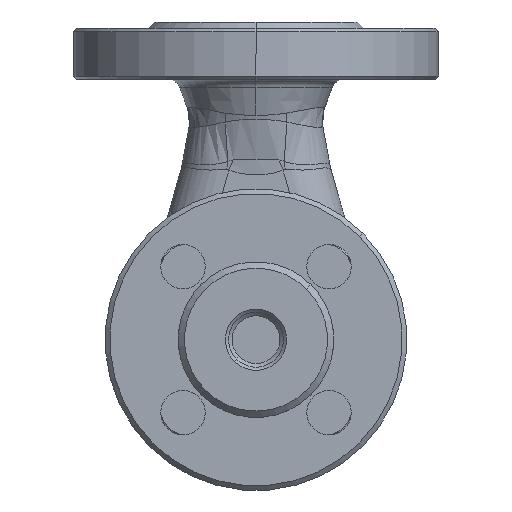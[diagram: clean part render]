
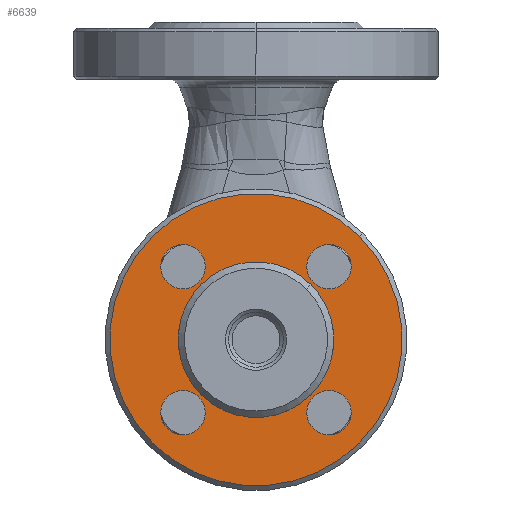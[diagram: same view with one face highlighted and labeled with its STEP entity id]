
A CAD part, front view. The second image highlights one B-rep face of the part: STEP entity #6639.
In plain terms, the highlighted planar face has unit normal (0, -1, 0).
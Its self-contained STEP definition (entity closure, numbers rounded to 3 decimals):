
#1087 = EDGE_LOOP ( 'NONE', ( #73995, #79152 ) ) ;
#1313 = DIRECTION ( 'NONE',  ( -0.707, 0., -0.707 ) ) ;
#3148 = DIRECTION ( 'NONE',  ( 0.707, 0., 0.707 ) ) ;
#3161 = CARTESIAN_POINT ( 'NONE',  ( 22.981, -56., -22.981 ) ) ;
#3313 = CARTESIAN_POINT ( 'NONE',  ( -22.981, -56., 22.981 ) ) ;
#3629 = VERTEX_POINT ( 'NONE', #10433 ) ;
#3863 = CIRCLE ( 'NONE', #33308, 7. ) ;
#5813 = CARTESIAN_POINT ( 'NONE',  ( -18.031, -56., -18.031 ) ) ;
#6639 = ADVANCED_FACE ( 'NONE', ( #16076, #50389, #20128, #67646, #82846, #65633 ), #35299, .T. ) ;
#7396 = CARTESIAN_POINT ( 'NONE',  ( -22.981, -56., -22.981 ) ) ;
#8061 = CARTESIAN_POINT ( 'NONE',  ( -17.327, -56., -17.327 ) ) ;
#9401 = EDGE_CURVE ( 'NONE', #15459, #21218, #15836, .T. ) ;
#9555 = ORIENTED_EDGE ( 'NONE', *, *, #12986, .F. ) ;
#9648 = DIRECTION ( 'NONE',  ( 0.707, 0., 0.707 ) ) ;
#9798 = DIRECTION ( 'NONE',  ( 0.707, 0., 0.707 ) ) ;
#10433 = CARTESIAN_POINT ( 'NONE',  ( 27.931, -56., -18.031 ) ) ;
#10661 = EDGE_CURVE ( 'NONE', #42342, #25107, #60360, .T. ) ;
#12986 = EDGE_CURVE ( 'NONE', #47534, #62618, #34874, .T. ) ;
#13912 = DIRECTION ( 'NONE',  ( 0.707, 0., 0.707 ) ) ;
#14189 = AXIS2_PLACEMENT_3D ( 'NONE', #31375, #76656, #37834 ) ;
#15063 = EDGE_CURVE ( 'NONE', #68431, #66188, #28652, .T. ) ;
#15459 = VERTEX_POINT ( 'NONE', #26801 ) ;
#15836 = CIRCLE ( 'NONE', #26128, 24.504 ) ;
#15957 = CIRCLE ( 'NONE', #75139, 7. ) ;
#16076 = FACE_BOUND ( 'NONE', #69982, .T. ) ;
#16298 = AXIS2_PLACEMENT_3D ( 'NONE', #29204, #74479, #35668 ) ;
#16562 = EDGE_CURVE ( 'NONE', #55886, #3629, #79129, .T. ) ;
#17935 = CARTESIAN_POINT ( 'NONE',  ( 32.527, -56., 32.527 ) ) ;
#18019 = CARTESIAN_POINT ( 'NONE',  ( -22.981, -56., -22.981 ) ) ;
#18052 = CARTESIAN_POINT ( 'NONE',  ( 22.981, -56., 22.981 ) ) ;
#18193 = EDGE_CURVE ( 'NONE', #3629, #55886, #27533, .T. ) ;
#18783 = CIRCLE ( 'NONE', #82798, 24.504 ) ;
#19740 = CARTESIAN_POINT ( 'NONE',  ( 0., -56., 0. ) ) ;
#20128 = FACE_BOUND ( 'NONE', #1087, .T. ) ;
#21155 = EDGE_CURVE ( 'NONE', #25107, #42342, #81924, .T. ) ;
#21218 = VERTEX_POINT ( 'NONE', #8061 ) ;
#21823 = CARTESIAN_POINT ( 'NONE',  ( -22.981, -56., 22.981 ) ) ;
#22371 = AXIS2_PLACEMENT_3D ( 'NONE', #3161, #48302, #9648 ) ;
#22380 = CARTESIAN_POINT ( 'NONE',  ( -32.527, -56., 32.527 ) ) ;
#23606 = CARTESIAN_POINT ( 'NONE',  ( 0., -56., 0. ) ) ;
#23650 = ORIENTED_EDGE ( 'NONE', *, *, #40771, .T. ) ;
#23978 = ORIENTED_EDGE ( 'NONE', *, *, #21155, .F. ) ;
#24523 = DIRECTION ( 'NONE',  ( 0.707, 0., 0.707 ) ) ;
#24558 = DIRECTION ( 'NONE',  ( 0.707, 0., 0.707 ) ) ;
#25107 = VERTEX_POINT ( 'NONE', #39968 ) ;
#25734 = ORIENTED_EDGE ( 'NONE', *, *, #34340, .F. ) ;
#26128 = AXIS2_PLACEMENT_3D ( 'NONE', #19740, #64962, #26223 ) ;
#26223 = DIRECTION ( 'NONE',  ( -0.707, 0., -0.707 ) ) ;
#26801 = CARTESIAN_POINT ( 'NONE',  ( 17.327, -56., 17.327 ) ) ;
#27533 = CIRCLE ( 'NONE', #22371, 7. ) ;
#28169 = ORIENTED_EDGE ( 'NONE', *, *, #9401, .T. ) ;
#28265 = DIRECTION ( 'NONE',  ( 0.707, 0., 0.707 ) ) ;
#28652 = CIRCLE ( 'NONE', #16298, 7. ) ;
#29204 = CARTESIAN_POINT ( 'NONE',  ( 22.981, -56., 22.981 ) ) ;
#30063 = DIRECTION ( 'NONE',  ( -0.707, 0., -0.707 ) ) ;
#31375 = CARTESIAN_POINT ( 'NONE',  ( 22.981, -56., -22.981 ) ) ;
#33308 = AXIS2_PLACEMENT_3D ( 'NONE', #21823, #67034, #28265 ) ;
#34002 = CARTESIAN_POINT ( 'NONE',  ( 27.931, -56., 27.931 ) ) ;
#34265 = ORIENTED_EDGE ( 'NONE', *, *, #64759, .F. ) ;
#34340 = EDGE_CURVE ( 'NONE', #56507, #59300, #78723, .T. ) ;
#34512 = CARTESIAN_POINT ( 'NONE',  ( 0., -56., 0. ) ) ;
#34874 = CIRCLE ( 'NONE', #69297, 7. ) ;
#35299 = PLANE ( 'NONE',  #63418 ) ;
#35668 = DIRECTION ( 'NONE',  ( 0.707, 0., 0.707 ) ) ;
#35800 = CARTESIAN_POINT ( 'NONE',  ( -27.931, -56., -27.931 ) ) ;
#36800 = CARTESIAN_POINT ( 'NONE',  ( -18.031, -56., 27.931 ) ) ;
#37834 = DIRECTION ( 'NONE',  ( 0.707, 0., 0.707 ) ) ;
#37885 = EDGE_CURVE ( 'NONE', #59300, #56507, #3863, .T. ) ;
#38153 = AXIS2_PLACEMENT_3D ( 'NONE', #78729, #39913, #1313 ) ;
#38245 = EDGE_LOOP ( 'NONE', ( #25734, #54938 ) ) ;
#39208 = EDGE_LOOP ( 'NONE', ( #23650, #28169 ) ) ;
#39913 = DIRECTION ( 'NONE',  ( 0., 1., 0. ) ) ;
#39968 = CARTESIAN_POINT ( 'NONE',  ( -32.527, -56., -32.527 ) ) ;
#40004 = ORIENTED_EDGE ( 'NONE', *, *, #10661, .F. ) ;
#40771 = EDGE_CURVE ( 'NONE', #21218, #15459, #18783, .T. ) ;
#41007 = DIRECTION ( 'NONE',  ( -0.707, 0., -0.707 ) ) ;
#41787 = DIRECTION ( 'NONE',  ( 0., -1., 0. ) ) ;
#42342 = VERTEX_POINT ( 'NONE', #17935 ) ;
#47534 = VERTEX_POINT ( 'NONE', #35800 ) ;
#48302 = DIRECTION ( 'NONE',  ( 0., -1., 0. ) ) ;
#48447 = DIRECTION ( 'NONE',  ( 0., -1., 0. ) ) ;
#48847 = AXIS2_PLACEMENT_3D ( 'NONE', #34512, #79800, #41007 ) ;
#50389 = FACE_BOUND ( 'NONE', #38245, .T. ) ;
#51196 = AXIS2_PLACEMENT_3D ( 'NONE', #18019, #63242, #24523 ) ;
#52551 = DIRECTION ( 'NONE',  ( 0., -1., 0. ) ) ;
#54938 = ORIENTED_EDGE ( 'NONE', *, *, #37885, .F. ) ;
#55886 = VERTEX_POINT ( 'NONE', #67249 ) ;
#56507 = VERTEX_POINT ( 'NONE', #36800 ) ;
#59300 = VERTEX_POINT ( 'NONE', #73356 ) ;
#60360 = CIRCLE ( 'NONE', #48847, 46. ) ;
#60495 = EDGE_LOOP ( 'NONE', ( #69457, #9555 ) ) ;
#60668 = ORIENTED_EDGE ( 'NONE', *, *, #15063, .F. ) ;
#62618 = VERTEX_POINT ( 'NONE', #5813 ) ;
#63242 = DIRECTION ( 'NONE',  ( 0., -1., 0. ) ) ;
#63278 = DIRECTION ( 'NONE',  ( 0., -1., 0. ) ) ;
#63418 = AXIS2_PLACEMENT_3D ( 'NONE', #22380, #41787, #3148 ) ;
#64510 = EDGE_LOOP ( 'NONE', ( #23978, #40004 ) ) ;
#64759 = EDGE_CURVE ( 'NONE', #66188, #68431, #15957, .T. ) ;
#64962 = DIRECTION ( 'NONE',  ( 0., 1., 0. ) ) ;
#65229 = CARTESIAN_POINT ( 'NONE',  ( 18.031, -56., 18.031 ) ) ;
#65633 = FACE_OUTER_BOUND ( 'NONE', #64510, .T. ) ;
#66188 = VERTEX_POINT ( 'NONE', #65229 ) ;
#67034 = DIRECTION ( 'NONE',  ( 0., -1., 0. ) ) ;
#67249 = CARTESIAN_POINT ( 'NONE',  ( 18.031, -56., -27.931 ) ) ;
#67646 = FACE_BOUND ( 'NONE', #60495, .T. ) ;
#68431 = VERTEX_POINT ( 'NONE', #34002 ) ;
#68821 = DIRECTION ( 'NONE',  ( 0., 1., 0. ) ) ;
#69297 = AXIS2_PLACEMENT_3D ( 'NONE', #7396, #52551, #13912 ) ;
#69457 = ORIENTED_EDGE ( 'NONE', *, *, #77018, .F. ) ;
#69982 = EDGE_LOOP ( 'NONE', ( #60668, #34265 ) ) ;
#73356 = CARTESIAN_POINT ( 'NONE',  ( -27.931, -56., 18.031 ) ) ;
#73995 = ORIENTED_EDGE ( 'NONE', *, *, #18193, .F. ) ;
#74479 = DIRECTION ( 'NONE',  ( 0., -1., 0. ) ) ;
#75139 = AXIS2_PLACEMENT_3D ( 'NONE', #18052, #63278, #24558 ) ;
#76618 = AXIS2_PLACEMENT_3D ( 'NONE', #3313, #48447, #9798 ) ;
#76656 = DIRECTION ( 'NONE',  ( 0., -1., 0. ) ) ;
#77018 = EDGE_CURVE ( 'NONE', #62618, #47534, #78652, .T. ) ;
#78652 = CIRCLE ( 'NONE', #51196, 7. ) ;
#78723 = CIRCLE ( 'NONE', #76618, 7. ) ;
#78729 = CARTESIAN_POINT ( 'NONE',  ( 0., -56., 0. ) ) ;
#79129 = CIRCLE ( 'NONE', #14189, 7. ) ;
#79152 = ORIENTED_EDGE ( 'NONE', *, *, #16562, .F. ) ;
#79800 = DIRECTION ( 'NONE',  ( 0., 1., 0. ) ) ;
#81924 = CIRCLE ( 'NONE', #38153, 46. ) ;
#82798 = AXIS2_PLACEMENT_3D ( 'NONE', #23606, #68821, #30063 ) ;
#82846 = FACE_BOUND ( 'NONE', #39208, .T. ) ;
